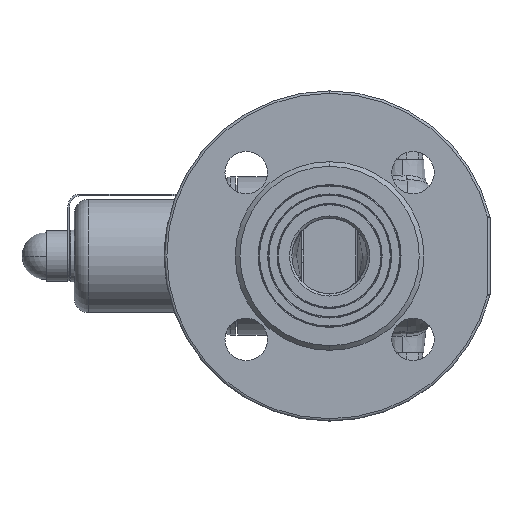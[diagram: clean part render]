
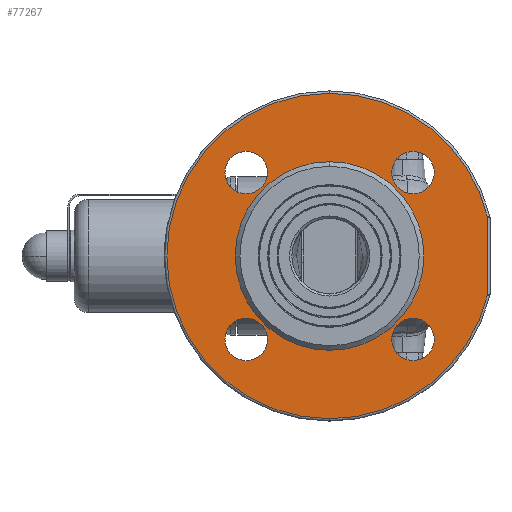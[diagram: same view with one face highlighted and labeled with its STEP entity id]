
A CAD part, left-side view. The second image highlights one B-rep face of the part: STEP entity #77267.
In plain terms, the highlighted planar face has unit normal (-1, 0, 0).
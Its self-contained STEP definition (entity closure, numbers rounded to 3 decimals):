
#493 = CARTESIAN_POINT ( 'NONE',  ( -88., 0., 0. ) ) ;
#494 = DIRECTION ( 'NONE',  ( -1., 0., 0. ) ) ;
#495 = DIRECTION ( 'NONE',  ( 0., 0., 1. ) ) ;
#3470 = CARTESIAN_POINT ( 'NONE',  ( -88., -35.355, -35.355 ) ) ;
#3472 = DIRECTION ( 'NONE',  ( -1., 0., 0. ) ) ;
#3474 = DIRECTION ( 'NONE',  ( 0., 0., 1. ) ) ;
#3478 = CARTESIAN_POINT ( 'NONE',  ( -88., 0., 0. ) ) ;
#3480 = DIRECTION ( 'NONE',  ( -1., 0., 0. ) ) ;
#3482 = DIRECTION ( 'NONE',  ( 0., 0., 1. ) ) ;
#3486 = CARTESIAN_POINT ( 'NONE',  ( -88., 35.355, 35.355 ) ) ;
#3487 = DIRECTION ( 'NONE',  ( -1., 0., 0. ) ) ;
#3488 = DIRECTION ( 'NONE',  ( 0., 0., 1. ) ) ;
#3504 = CARTESIAN_POINT ( 'NONE',  ( -88., 35.355, -35.355 ) ) ;
#3505 = DIRECTION ( 'NONE',  ( -1., 0., 0. ) ) ;
#3506 = DIRECTION ( 'NONE',  ( 0., 0., 1. ) ) ;
#3507 = LINE ( 'NONE', #3508, #60970 ) ;
#3508 = CARTESIAN_POINT ( 'NONE',  ( -88., -67., 0. ) ) ;
#3516 = DIRECTION ( 'NONE',  ( 0., 0., 1. ) ) ;
#3569 = CARTESIAN_POINT ( 'NONE',  ( -88., -35.355, 35.355 ) ) ;
#3570 = DIRECTION ( 'NONE',  ( -1., 0., 0. ) ) ;
#3571 = DIRECTION ( 'NONE',  ( 0., 0., 1. ) ) ;
#5549 = ORIENTED_EDGE ( 'NONE', *, *, #36365, .F. ) ;
#5552 = ORIENTED_EDGE ( 'NONE', *, *, #36902, .T. ) ;
#5557 = ORIENTED_EDGE ( 'NONE', *, *, #37059, .F. ) ;
#5559 = ORIENTED_EDGE ( 'NONE', *, *, #36367, .F. ) ;
#5564 = ORIENTED_EDGE ( 'NONE', *, *, #36950, .F. ) ;
#5569 = ORIENTED_EDGE ( 'NONE', *, *, #36391, .F. ) ;
#5571 = ORIENTED_EDGE ( 'NONE', *, *, #36924, .F. ) ;
#5579 = ORIENTED_EDGE ( 'NONE', *, *, #36129, .T. ) ;
#5580 = ORIENTED_EDGE ( 'NONE', *, *, #36377, .T. ) ;
#5582 = ORIENTED_EDGE ( 'NONE', *, *, #36364, .F. ) ;
#5585 = ORIENTED_EDGE ( 'NONE', *, *, #37010, .F. ) ;
#5586 = ORIENTED_EDGE ( 'NONE', *, *, #36372, .F. ) ;
#5708 = ORIENTED_EDGE ( 'NONE', *, *, #37181, .F. ) ;
#5720 = ORIENTED_EDGE ( 'NONE', *, *, #37195, .T. ) ;
#8077 = CARTESIAN_POINT ( 'NONE',  ( -88., 0., 0. ) ) ;
#8079 = DIRECTION ( 'NONE',  ( -1., 0., 0. ) ) ;
#8081 = DIRECTION ( 'NONE',  ( 0., 0., 1. ) ) ;
#8889 = CIRCLE ( 'NONE', #8891, 69. ) ;
#8891 = AXIS2_PLACEMENT_3D ( 'NONE', #8077, #8079, #8081 ) ;
#8893 = CIRCLE ( 'NONE', #8913, 9. ) ;
#8913 = AXIS2_PLACEMENT_3D ( 'NONE', #9762, #9763, #9764 ) ;
#8933 = CIRCLE ( 'NONE', #8935, 9. ) ;
#8935 = AXIS2_PLACEMENT_3D ( 'NONE', #9888, #9889, #9890 ) ;
#8991 = CIRCLE ( 'NONE', #8993, 9. ) ;
#8993 = AXIS2_PLACEMENT_3D ( 'NONE', #10259, #10260, #10261 ) ;
#9050 = CIRCLE ( 'NONE', #9053, 9. ) ;
#9053 = AXIS2_PLACEMENT_3D ( 'NONE', #10487, #10488, #10489 ) ;
#9179 = CIRCLE ( 'NONE', #9181, 40. ) ;
#9181 = AXIS2_PLACEMENT_3D ( 'NONE', #12339, #12340, #12341 ) ;
#9186 = CIRCLE ( 'NONE', #9193, 69. ) ;
#9193 = AXIS2_PLACEMENT_3D ( 'NONE', #12456, #12458, #12460 ) ;
#9762 = CARTESIAN_POINT ( 'NONE',  ( -88., -35.355, -35.355 ) ) ;
#9763 = DIRECTION ( 'NONE',  ( -1., 0., 0. ) ) ;
#9764 = DIRECTION ( 'NONE',  ( 0., 0., 1. ) ) ;
#9888 = CARTESIAN_POINT ( 'NONE',  ( -88., 35.355, 35.355 ) ) ;
#9889 = DIRECTION ( 'NONE',  ( -1., 0., 0. ) ) ;
#9890 = DIRECTION ( 'NONE',  ( 0., 0., 1. ) ) ;
#10259 = CARTESIAN_POINT ( 'NONE',  ( -88., 35.355, -35.355 ) ) ;
#10260 = DIRECTION ( 'NONE',  ( -1., 0., 0. ) ) ;
#10261 = DIRECTION ( 'NONE',  ( 0., 0., 1. ) ) ;
#10487 = CARTESIAN_POINT ( 'NONE',  ( -88., -35.355, 35.355 ) ) ;
#10488 = DIRECTION ( 'NONE',  ( -1., 0., 0. ) ) ;
#10489 = DIRECTION ( 'NONE',  ( 0., 0., 1. ) ) ;
#12339 = CARTESIAN_POINT ( 'NONE',  ( -88., 0., 0. ) ) ;
#12340 = DIRECTION ( 'NONE',  ( -1., 0., 0. ) ) ;
#12341 = DIRECTION ( 'NONE',  ( 0., 0., 1. ) ) ;
#12456 = CARTESIAN_POINT ( 'NONE',  ( -88., 0., 0. ) ) ;
#12458 = DIRECTION ( 'NONE',  ( -1., 0., 0. ) ) ;
#12460 = DIRECTION ( 'NONE',  ( 0., 0., 1. ) ) ;
#26578 = CARTESIAN_POINT ( 'NONE',  ( -88., -67., -16.492 ) ) ;
#28305 = CARTESIAN_POINT ( 'NONE',  ( -88., 35.355, 44.355 ) ) ;
#28335 = CARTESIAN_POINT ( 'NONE',  ( -88., 35.355, 26.355 ) ) ;
#28338 = CARTESIAN_POINT ( 'NONE',  ( -88., -35.355, 44.355 ) ) ;
#28340 = CARTESIAN_POINT ( 'NONE',  ( -88., -35.355, 26.355 ) ) ;
#28343 = CARTESIAN_POINT ( 'NONE',  ( -88., -35.355, -26.355 ) ) ;
#28344 = CARTESIAN_POINT ( 'NONE',  ( -88., -35.355, -44.355 ) ) ;
#28347 = CARTESIAN_POINT ( 'NONE',  ( -88., 35.355, -26.355 ) ) ;
#28348 = CARTESIAN_POINT ( 'NONE',  ( -88., 35.355, -44.355 ) ) ;
#31186 = VERTEX_POINT ( 'NONE', #76690 ) ;
#31187 = VERTEX_POINT ( 'NONE', #76695 ) ;
#31191 = VERTEX_POINT ( 'NONE', #76694 ) ;
#31200 = VERTEX_POINT ( 'NONE', #76699 ) ;
#31203 = VERTEX_POINT ( 'NONE', #76701 ) ;
#36129 = EDGE_CURVE ( 'NONE', #31187, #43554, #60882, .T. ) ;
#36364 = EDGE_CURVE ( 'NONE', #76039, #76042, #60957, .T. ) ;
#36365 = EDGE_CURVE ( 'NONE', #31203, #31200, #60959, .T. ) ;
#36367 = EDGE_CURVE ( 'NONE', #75940, #76016, #60960, .T. ) ;
#36372 = EDGE_CURVE ( 'NONE', #76051, #76054, #60966, .T. ) ;
#36377 = EDGE_CURVE ( 'NONE', #43554, #31191, #3507, .T. ) ;
#36391 = EDGE_CURVE ( 'NONE', #76025, #76030, #60973, .T. ) ;
#36902 = EDGE_CURVE ( 'NONE', #31191, #31186, #8889, .T. ) ;
#36924 = EDGE_CURVE ( 'NONE', #76042, #76039, #8893, .T. ) ;
#36950 = EDGE_CURVE ( 'NONE', #76016, #75940, #8933, .T. ) ;
#37010 = EDGE_CURVE ( 'NONE', #76054, #76051, #8991, .T. ) ;
#37059 = EDGE_CURVE ( 'NONE', #76030, #76025, #9050, .T. ) ;
#37181 = EDGE_CURVE ( 'NONE', #31200, #31203, #9179, .T. ) ;
#37195 = EDGE_CURVE ( 'NONE', #31186, #31187, #9186, .T. ) ;
#40962 = AXIS2_PLACEMENT_3D ( 'NONE', #65813, #65815, #65817 ) ;
#43554 = VERTEX_POINT ( 'NONE', #26578 ) ;
#55682 = EDGE_LOOP ( 'NONE', ( #5549, #5708 ) ) ;
#55683 = EDGE_LOOP ( 'NONE', ( #5586, #5585 ) ) ;
#55685 = EDGE_LOOP ( 'NONE', ( #5552, #5720, #5579, #5580 ) ) ;
#55698 = EDGE_LOOP ( 'NONE', ( #5582, #5571 ) ) ;
#55703 = EDGE_LOOP ( 'NONE', ( #5559, #5564 ) ) ;
#55726 = EDGE_LOOP ( 'NONE', ( #5569, #5557 ) ) ;
#60880 = AXIS2_PLACEMENT_3D ( 'NONE', #493, #494, #495 ) ;
#60882 = CIRCLE ( 'NONE', #60880, 69. ) ;
#60952 = AXIS2_PLACEMENT_3D ( 'NONE', #3470, #3472, #3474 ) ;
#60957 = CIRCLE ( 'NONE', #60952, 9. ) ;
#60959 = CIRCLE ( 'NONE', #60962, 40. ) ;
#60960 = CIRCLE ( 'NONE', #60963, 9. ) ;
#60962 = AXIS2_PLACEMENT_3D ( 'NONE', #3478, #3480, #3482 ) ;
#60963 = AXIS2_PLACEMENT_3D ( 'NONE', #3486, #3487, #3488 ) ;
#60966 = CIRCLE ( 'NONE', #60967, 9. ) ;
#60967 = AXIS2_PLACEMENT_3D ( 'NONE', #3504, #3505, #3506 ) ;
#60970 = VECTOR ( 'NONE', #3516, 1000. ) ;
#60973 = CIRCLE ( 'NONE', #60974, 9. ) ;
#60974 = AXIS2_PLACEMENT_3D ( 'NONE', #3569, #3570, #3571 ) ;
#65648 = FACE_BOUND ( 'NONE', #55683, .T. ) ;
#65773 = FACE_BOUND ( 'NONE', #55682, .T. ) ;
#65775 = FACE_OUTER_BOUND ( 'NONE', #55685, .T. ) ;
#65777 = FACE_BOUND ( 'NONE', #55698, .T. ) ;
#65779 = PLANE ( 'NONE',  #40962 ) ;
#65781 = FACE_BOUND ( 'NONE', #55726, .T. ) ;
#65785 = FACE_BOUND ( 'NONE', #55703, .T. ) ;
#65813 = CARTESIAN_POINT ( 'NONE',  ( -88., 40., 0. ) ) ;
#65815 = DIRECTION ( 'NONE',  ( 1., 0., 0. ) ) ;
#65817 = DIRECTION ( 'NONE',  ( 0., 0., -1. ) ) ;
#75940 = VERTEX_POINT ( 'NONE', #28305 ) ;
#76016 = VERTEX_POINT ( 'NONE', #28335 ) ;
#76025 = VERTEX_POINT ( 'NONE', #28338 ) ;
#76030 = VERTEX_POINT ( 'NONE', #28340 ) ;
#76039 = VERTEX_POINT ( 'NONE', #28343 ) ;
#76042 = VERTEX_POINT ( 'NONE', #28344 ) ;
#76051 = VERTEX_POINT ( 'NONE', #28347 ) ;
#76054 = VERTEX_POINT ( 'NONE', #28348 ) ;
#76690 = CARTESIAN_POINT ( 'NONE',  ( -88., 0., 69. ) ) ;
#76694 = CARTESIAN_POINT ( 'NONE',  ( -88., -67., 16.492 ) ) ;
#76695 = CARTESIAN_POINT ( 'NONE',  ( -88., 0., -69. ) ) ;
#76699 = CARTESIAN_POINT ( 'NONE',  ( -88., 0., 40. ) ) ;
#76701 = CARTESIAN_POINT ( 'NONE',  ( -88., 0., -40. ) ) ;
#77267 = ADVANCED_FACE ( 'NONE', ( #65648, #65777, #65781, #65785, #65773, #65775 ), #65779, .F. ) ;
